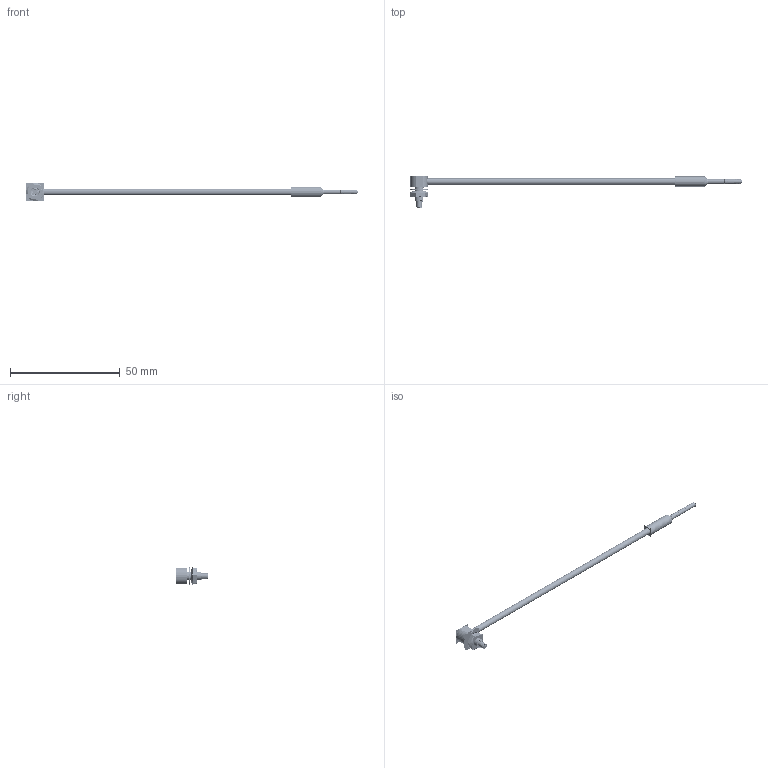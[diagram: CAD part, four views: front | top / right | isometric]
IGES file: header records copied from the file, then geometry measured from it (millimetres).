
Start section:  PTC IGES file: 161905.igs
Global section: file name: 161905.igs; native system: Pro/ENGINEER by Parametric Technology Corporation; preprocessor: 2009141; author: banengservice; organization: Unknown; date: 20120217.101316; units: millimetre
Bounding box: 151.39 x 14.73 x 8.32 mm (x, y, z)
Volume: 1029.2 mm3; surface area: 31215.7 mm2
Topology: 7 solids, 11 shells, 1238 faces, 6136 edges, 7866 vertices
Faces by surface type: revolution 990, bspline 248
